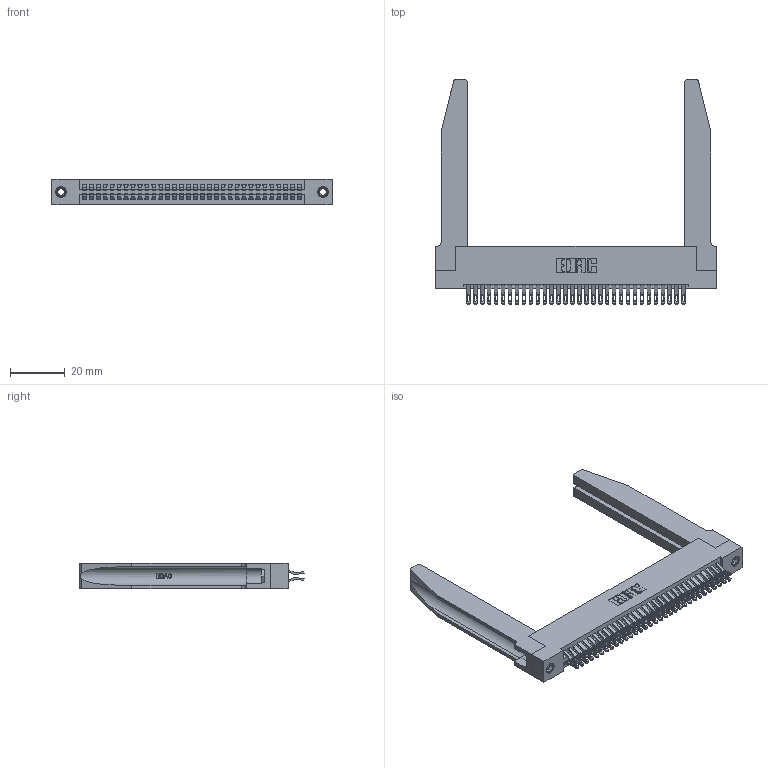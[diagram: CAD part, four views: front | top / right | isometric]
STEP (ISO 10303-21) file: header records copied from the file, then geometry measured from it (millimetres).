
FILE_DESCRIPTION (( 'STEP AP203' ), '1' );
FILE_NAME ('345-064-555-278.STEP', '2019-10-30T14:46:31', ( '' ), ( '' ), 'SwSTEP 2.0', 'SolidWorks 2016', '' );
FILE_SCHEMA (( 'CONFIG_CONTROL_DESIGN' ));
Length unit declared in the file: inch
Products named in the file (5): 345-292-001_555 Tail; 345-064-555-278; 345 Part_Flush Mounting Lugs - 0.156 Dia-TH; 345-250-001_345-250-001-102; 345-220-078_345-220-078
Assembly tree (69 placements, depth 2):
  345-064-555-278
    345 Part_Flush Mounting Lugs - 0.156 Dia-TH
    345-292-001_555 Tail  x64
    345-250-001_345-250-001-102  x2
    345-220-078_345-220-078  x2
Bounding box: 102.51 x 82.09 x 9.4 mm (x, y, z)
Volume: 17821.6 mm3; surface area: 22147.7 mm2
Topology: 69 solids, 69 shells, 3944 faces, 12277 edges, 8174 vertices
Faces by surface type: plane 2206, cylinder 1686, bspline 36, cone 12, torus 4
Entity records: 31520 total; most frequent: CARTESIAN_POINT 6245, ORIENTED_EDGE 5046, DIRECTION 4481, EDGE_CURVE 2523, LINE 2149, VECTOR 2149, VERTEX_POINT 1676, AXIS2_PLACEMENT_3D 1166
